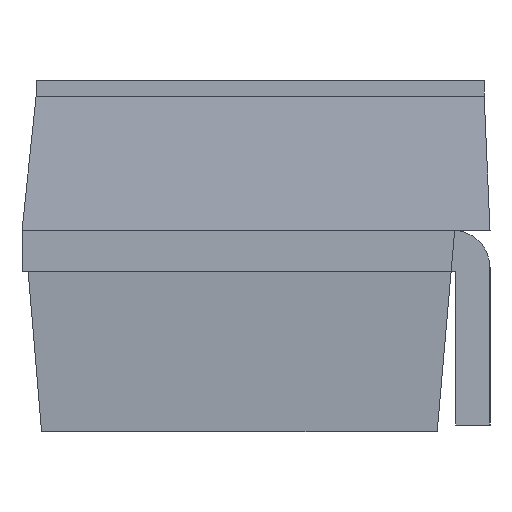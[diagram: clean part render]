
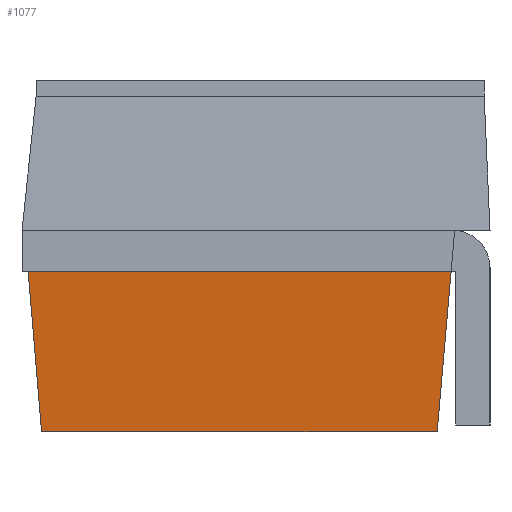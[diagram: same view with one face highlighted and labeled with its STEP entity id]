
A CAD part, left-side view. The second image highlights one B-rep face of the part: STEP entity #1077.
In plain terms, the highlighted planar face has unit normal (-0.997, 0, -0.079).
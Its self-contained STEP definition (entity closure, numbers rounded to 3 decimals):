
#63=FACE_OUTER_BOUND('',#120,.T.);
#120=EDGE_LOOP('',(#749,#750,#751,#752));
#202=LINE('',#1550,#347);
#203=LINE('',#1552,#348);
#204=LINE('',#1554,#349);
#205=LINE('',#1555,#350);
#347=VECTOR('',#1253,10.);
#348=VECTOR('',#1254,10.);
#349=VECTOR('',#1255,10.);
#350=VECTOR('',#1256,10.);
#488=VERTEX_POINT('',#1548);
#489=VERTEX_POINT('',#1549);
#490=VERTEX_POINT('',#1551);
#491=VERTEX_POINT('',#1553);
#592=EDGE_CURVE('',#488,#489,#202,.T.);
#593=EDGE_CURVE('',#490,#488,#203,.T.);
#594=EDGE_CURVE('',#491,#490,#204,.T.);
#595=EDGE_CURVE('',#491,#489,#205,.T.);
#749=ORIENTED_EDGE('',*,*,#592,.F.);
#750=ORIENTED_EDGE('',*,*,#593,.F.);
#751=ORIENTED_EDGE('',*,*,#594,.F.);
#752=ORIENTED_EDGE('',*,*,#595,.T.);
#1025=PLANE('',#1147);
#1077=ADVANCED_FACE('',(#63),#1025,.F.);
#1147=AXIS2_PLACEMENT_3D('',#1547,#1251,#1252);
#1251=DIRECTION('center_axis',(0.997,0.,0.079));
#1252=DIRECTION('ref_axis',(0.079,0.,-0.997));
#1253=DIRECTION('',(-0.079,0.083,0.993));
#1254=DIRECTION('',(0.,1.,0.));
#1255=DIRECTION('',(0.079,0.086,-0.993));
#1256=DIRECTION('',(0.,1.,0.));
#1547=CARTESIAN_POINT('Origin',(-1.984,1.095,-0.065));
#1548=CARTESIAN_POINT('',(-1.93,1.912,-0.749));
#1549=CARTESIAN_POINT('',(-1.984,1.969,-0.065));
#1550=CARTESIAN_POINT('',(-1.975,1.959,-0.179));
#1551=CARTESIAN_POINT('',(-1.93,0.225,-0.749));
#1552=CARTESIAN_POINT('',(-1.93,1.503,-0.749));
#1553=CARTESIAN_POINT('',(-1.984,0.166,-0.065));
#1554=CARTESIAN_POINT('',(-1.948,0.205,-0.522));
#1555=CARTESIAN_POINT('',(-1.984,1.095,-0.065));
